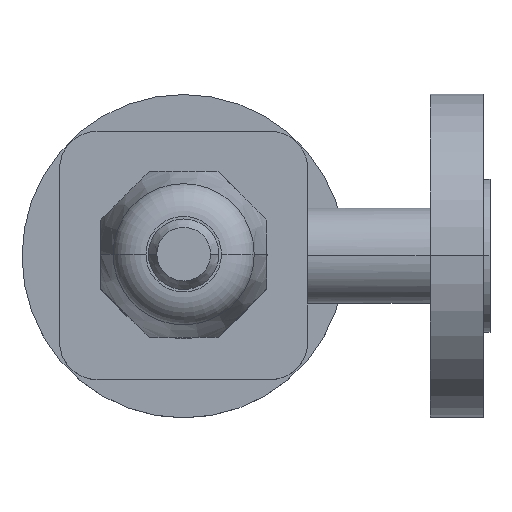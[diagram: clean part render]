
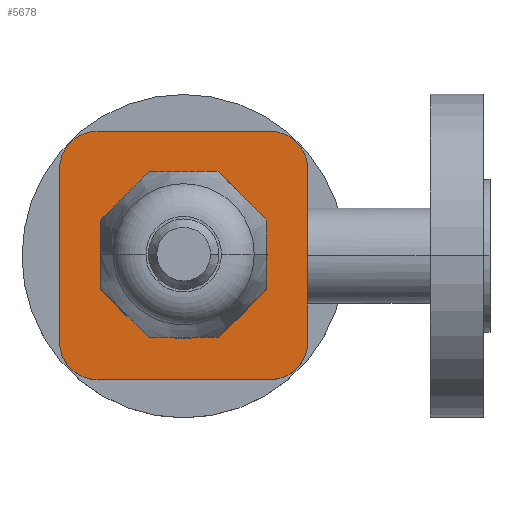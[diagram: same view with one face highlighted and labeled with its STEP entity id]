
A CAD part, top view. The second image highlights one B-rep face of the part: STEP entity #5678.
In plain terms, the highlighted planar face has unit normal (0, 0, 1).
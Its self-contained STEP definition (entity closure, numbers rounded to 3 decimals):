
#5482=CARTESIAN_POINT('',(25.456,36.456,143.73));
#5483=VERTEX_POINT('',#5482);
#5490=CARTESIAN_POINT('',(36.456,25.456,143.73));
#5491=VERTEX_POINT('',#5490);
#5492=CARTESIAN_POINT('',(25.456,25.456,143.73));
#5493=DIRECTION('',(-0.,0.,1.));
#5494=DIRECTION('',(1.,0.,-0.));
#5495=AXIS2_PLACEMENT_3D('',#5492,#5493,#5494);
#5496=CIRCLE('',#5495,11.);
#5497=EDGE_CURVE('',#5491,#5483,#5496,.T.);
#5515=CARTESIAN_POINT('',(36.456,-25.456,143.73));
#5516=VERTEX_POINT('',#5515);
#5517=CARTESIAN_POINT('',(36.456,-25.456,143.73));
#5518=DIRECTION('',(-0.,1.,-0.));
#5519=VECTOR('',#5518,50.912);
#5520=LINE('',#5517,#5519);
#5521=EDGE_CURVE('',#5516,#5491,#5520,.T.);
#5539=CARTESIAN_POINT('',(25.456,-36.456,143.73));
#5540=VERTEX_POINT('',#5539);
#5541=CARTESIAN_POINT('',(25.456,-25.456,143.73));
#5542=DIRECTION('',(-0.,0.,1.));
#5543=DIRECTION('',(0.,-1.,0.));
#5544=AXIS2_PLACEMENT_3D('',#5541,#5542,#5543);
#5545=CIRCLE('',#5544,11.);
#5546=EDGE_CURVE('',#5540,#5516,#5545,.T.);
#5564=CARTESIAN_POINT('',(-25.456,-36.456,143.73));
#5565=VERTEX_POINT('',#5564);
#5566=CARTESIAN_POINT('',(-25.456,-36.456,143.73));
#5567=DIRECTION('',(1.,-0.,0.));
#5568=VECTOR('',#5567,50.912);
#5569=LINE('',#5566,#5568);
#5570=EDGE_CURVE('',#5565,#5540,#5569,.T.);
#5588=CARTESIAN_POINT('',(-36.456,-25.456,143.73));
#5589=VERTEX_POINT('',#5588);
#5590=CARTESIAN_POINT('',(-25.456,-25.456,143.73));
#5591=DIRECTION('',(-0.,0.,1.));
#5592=DIRECTION('',(-1.,0.,-0.));
#5593=AXIS2_PLACEMENT_3D('',#5590,#5591,#5592);
#5594=CIRCLE('',#5593,11.);
#5595=EDGE_CURVE('',#5589,#5565,#5594,.T.);
#5612=CARTESIAN_POINT('',(-25.456,36.456,143.73));
#5613=VERTEX_POINT('',#5612);
#5620=CARTESIAN_POINT('',(25.456,36.456,143.73));
#5621=DIRECTION('',(-1.,-0.,-0.));
#5622=VECTOR('',#5621,50.912);
#5623=LINE('',#5620,#5622);
#5624=EDGE_CURVE('',#5483,#5613,#5623,.T.);
#5630=CARTESIAN_POINT('',(36.25,0.,143.73));
#5631=DIRECTION('',(0.,0.,1.));
#5632=DIRECTION('',(1.,0.,-0.));
#5633=AXIS2_PLACEMENT_3D('',#5630,#5631,#5632);
#5634=PLANE('',#5633);
#5635=ORIENTED_EDGE('',*,*,#5595,.T.);
#5636=ORIENTED_EDGE('',*,*,#5570,.T.);
#5637=ORIENTED_EDGE('',*,*,#5546,.T.);
#5638=ORIENTED_EDGE('',*,*,#5521,.T.);
#5639=ORIENTED_EDGE('',*,*,#5497,.T.);
#5640=ORIENTED_EDGE('',*,*,#5624,.T.);
#5641=CARTESIAN_POINT('',(-36.456,25.456,143.73));
#5642=VERTEX_POINT('',#5641);
#5643=CARTESIAN_POINT('',(-25.456,25.456,143.73));
#5644=DIRECTION('',(-0.,0.,1.));
#5645=DIRECTION('',(0.,1.,-0.));
#5646=AXIS2_PLACEMENT_3D('',#5643,#5644,#5645);
#5647=CIRCLE('',#5646,11.);
#5648=EDGE_CURVE('',#5613,#5642,#5647,.T.);
#5649=ORIENTED_EDGE('',*,*,#5648,.T.);
#5650=CARTESIAN_POINT('',(-36.456,25.456,143.73));
#5651=DIRECTION('',(0.,-1.,0.));
#5652=VECTOR('',#5651,50.912);
#5653=LINE('',#5650,#5652);
#5654=EDGE_CURVE('',#5642,#5589,#5653,.T.);
#5655=ORIENTED_EDGE('',*,*,#5654,.T.);
#5656=EDGE_LOOP('',(#5635,#5636,#5637,#5638,#5639,#5640,#5649,#5655));
#5657=FACE_BOUND('',#5656,.T.);
#5658=CARTESIAN_POINT('',(24.5,0.,143.73));
#5659=VERTEX_POINT('',#5658);
#5660=CARTESIAN_POINT('',(-24.5,0.,143.73));
#5661=VERTEX_POINT('',#5660);
#5662=CARTESIAN_POINT('',(0.,0.,143.73));
#5663=DIRECTION('',(-0.,0.,1.));
#5664=DIRECTION('',(1.,0.,-0.));
#5665=AXIS2_PLACEMENT_3D('',#5662,#5663,#5664);
#5666=CIRCLE('',#5665,24.5);
#5667=EDGE_CURVE('',#5659,#5661,#5666,.T.);
#5668=ORIENTED_EDGE('',*,*,#5667,.F.);
#5669=CARTESIAN_POINT('',(0.,0.,143.73));
#5670=DIRECTION('',(-0.,0.,1.));
#5671=DIRECTION('',(1.,0.,-0.));
#5672=AXIS2_PLACEMENT_3D('',#5669,#5670,#5671);
#5673=CIRCLE('',#5672,24.5);
#5674=EDGE_CURVE('',#5661,#5659,#5673,.T.);
#5675=ORIENTED_EDGE('',*,*,#5674,.F.);
#5676=EDGE_LOOP('',(#5668,#5675));
#5677=FACE_BOUND('',#5676,.T.);
#5678=ADVANCED_FACE('',(#5657,#5677),#5634,.T.);
